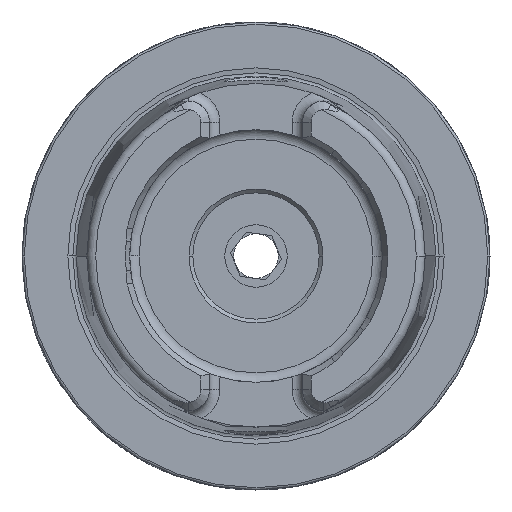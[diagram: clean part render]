
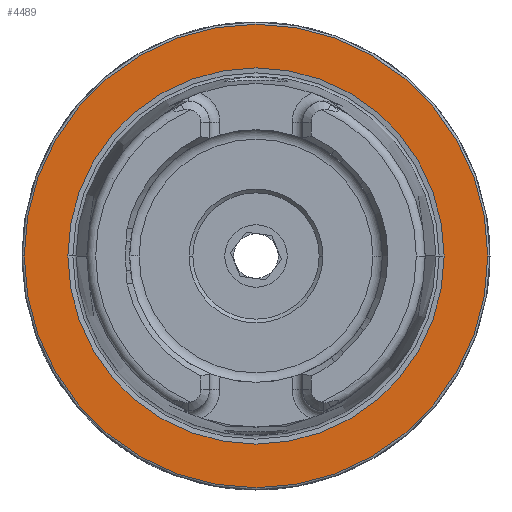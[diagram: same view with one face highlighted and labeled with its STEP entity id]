
A CAD part, left-side view. The second image highlights one B-rep face of the part: STEP entity #4489.
In plain terms, the highlighted planar face has unit normal (-1, 0, 0).
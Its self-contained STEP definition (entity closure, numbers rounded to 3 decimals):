
#122 = CARTESIAN_POINT ( 'NONE',  ( 0., 0., 0. ) ) ;
#123 = DIRECTION ( 'NONE',  ( -1., 0., 0. ) ) ;
#124 = DIRECTION ( 'NONE',  ( 0., -1., 0. ) ) ;
#133 = CARTESIAN_POINT ( 'NONE',  ( 0., 0., 0. ) ) ;
#134 = DIRECTION ( 'NONE',  ( -1., 0., 0. ) ) ;
#135 = DIRECTION ( 'NONE',  ( 0., -1., 0. ) ) ;
#1226 = CIRCLE ( 'NONE', #9190, 25.324 ) ;
#1227 = CIRCLE ( 'NONE', #9189, 31.2 ) ;
#1942 = CARTESIAN_POINT ( 'NONE',  ( 0., 0., 0. ) ) ;
#1943 = DIRECTION ( 'NONE',  ( -1., 0., 0. ) ) ;
#1944 = DIRECTION ( 'NONE',  ( 0., -1., 0. ) ) ;
#1945 = CARTESIAN_POINT ( 'NONE',  ( 0., 0., 0. ) ) ;
#1946 = DIRECTION ( 'NONE',  ( -1., 0., 0. ) ) ;
#1947 = DIRECTION ( 'NONE',  ( 0., -1., 0. ) ) ;
#2708 = ORIENTED_EDGE ( 'NONE', *, *, #4722, .F. ) ;
#2709 = ORIENTED_EDGE ( 'NONE', *, *, #4937, .F. ) ;
#2733 = ORIENTED_EDGE ( 'NONE', *, *, #4726, .T. ) ;
#2741 = ORIENTED_EDGE ( 'NONE', *, *, #4936, .T. ) ;
#3324 = VERTEX_POINT ( 'NONE', #7537 ) ;
#3329 = VERTEX_POINT ( 'NONE', #7542 ) ;
#3331 = VERTEX_POINT ( 'NONE', #7544 ) ;
#3332 = VERTEX_POINT ( 'NONE', #7545 ) ;
#3706 = EDGE_LOOP ( 'NONE', ( #2709, #2708 ) ) ;
#3713 = EDGE_LOOP ( 'NONE', ( #2733, #2741 ) ) ;
#4489 = ADVANCED_FACE ( 'NONE', ( #7099, #7104 ), #10471, .F. ) ;
#4722 = EDGE_CURVE ( 'NONE', #3324, #3329, #7448, .T. ) ;
#4726 = EDGE_CURVE ( 'NONE', #3331, #3332, #7455, .T. ) ;
#4936 = EDGE_CURVE ( 'NONE', #3332, #3331, #1227, .T. ) ;
#4937 = EDGE_CURVE ( 'NONE', #3329, #3324, #1226, .T. ) ;
#7099 = FACE_BOUND ( 'NONE', #3706, .T. ) ;
#7104 = FACE_OUTER_BOUND ( 'NONE', #3713, .T. ) ;
#7448 = CIRCLE ( 'NONE', #9110, 25.324 ) ;
#7455 = CIRCLE ( 'NONE', #9113, 31.2 ) ;
#7537 = CARTESIAN_POINT ( 'NONE',  ( 0., 25.324, 0. ) ) ;
#7542 = CARTESIAN_POINT ( 'NONE',  ( 0., -25.324, 0. ) ) ;
#7544 = CARTESIAN_POINT ( 'NONE',  ( 0., -31.2, 0. ) ) ;
#7545 = CARTESIAN_POINT ( 'NONE',  ( 0., 31.2, 0. ) ) ;
#8940 = AXIS2_PLACEMENT_3D ( 'NONE', #10473, #10478, #10479 ) ;
#9110 = AXIS2_PLACEMENT_3D ( 'NONE', #122, #123, #124 ) ;
#9113 = AXIS2_PLACEMENT_3D ( 'NONE', #133, #134, #135 ) ;
#9189 = AXIS2_PLACEMENT_3D ( 'NONE', #1942, #1943, #1944 ) ;
#9190 = AXIS2_PLACEMENT_3D ( 'NONE', #1945, #1946, #1947 ) ;
#10471 = PLANE ( 'NONE',  #8940 ) ;
#10473 = CARTESIAN_POINT ( 'NONE',  ( 0., 31.2, 0. ) ) ;
#10478 = DIRECTION ( 'NONE',  ( 1., 0., 0. ) ) ;
#10479 = DIRECTION ( 'NONE',  ( 0., 1., 0. ) ) ;
